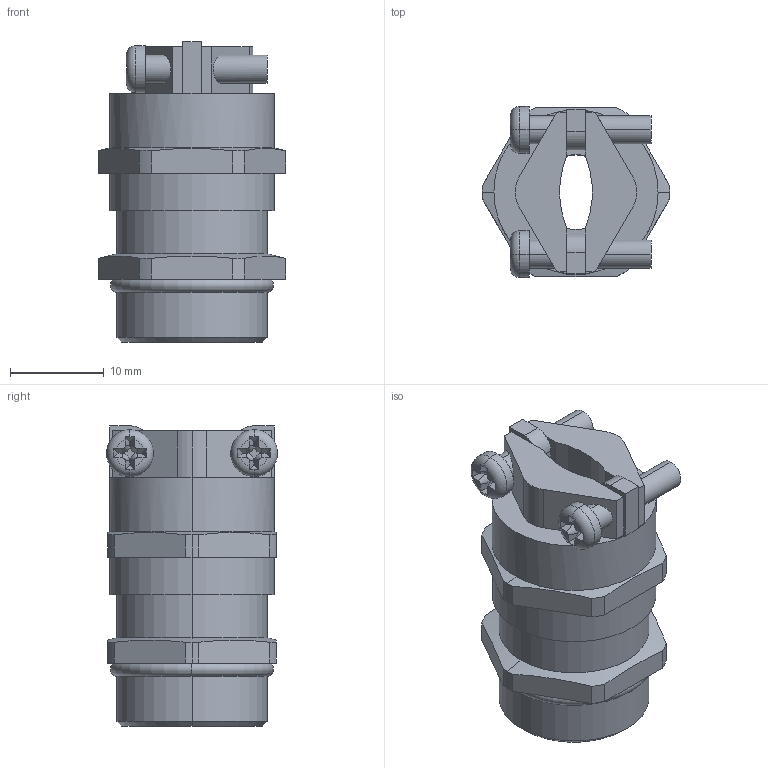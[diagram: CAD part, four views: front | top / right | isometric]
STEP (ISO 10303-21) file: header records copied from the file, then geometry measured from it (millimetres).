
FILE_DESCRIPTION (( 'STEP AP203' ), '1' );
FILE_NAME ('WNKS-M16(D4-8).STP', '2017-09-06T12:18:03', ( '微软用户' ), ( '微软中国' ), 'SwSTEP 2.0', 'SolidWorks 2012', '' );
FILE_SCHEMA (( 'CONFIG_CONTROL_DESIGN' ));
Length unit declared in the file: millimetre
Products named in the file (1): WNKS-M16(D4-8)
Bounding box: 20 x 18.25 x 32 mm (x, y, z)
Volume: 5624.6 mm3; surface area: 3336.6 mm2
Topology: 1 solids, 1 shells, 152 faces, 398 edges, 256 vertices
Faces by surface type: plane 88, cylinder 44, cone 14, torus 6
Entity records: 4807 total; most frequent: CARTESIAN_POINT 969, ORIENTED_EDGE 796, DIRECTION 786, EDGE_CURVE 398, AXIS2_PLACEMENT_3D 283, VERTEX_POINT 256, VECTOR 220, LINE 220
